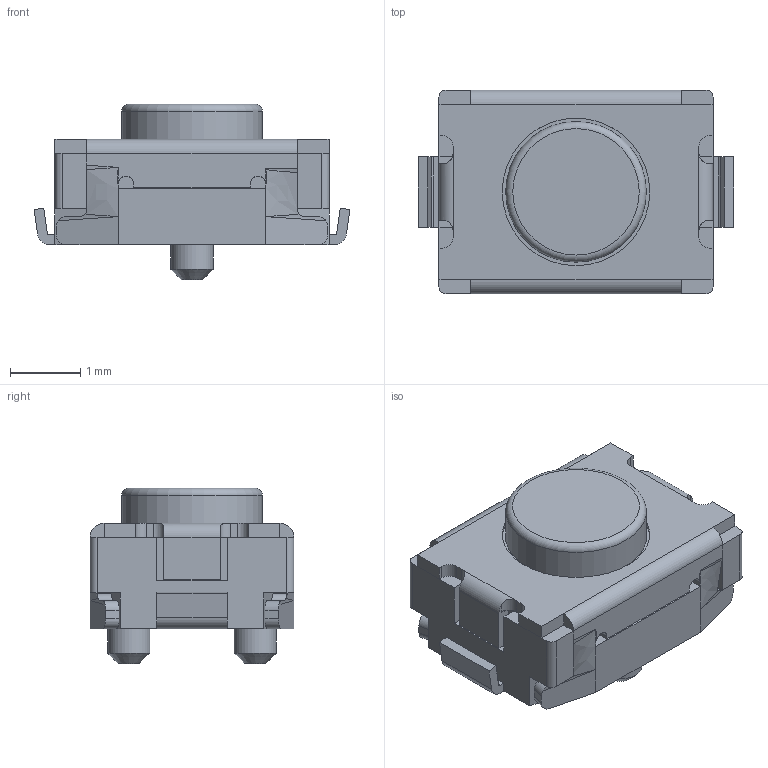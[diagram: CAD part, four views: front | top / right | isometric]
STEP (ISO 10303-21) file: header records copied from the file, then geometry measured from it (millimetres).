
FILE_DESCRIPTION(/* description */ (''),/* implementation_level */ '2;1');
FILE_NAME(/* name */ 'TL1015BFxxxQG.stp',/* time_stamp */ '2023-04-26T08:10:40-05:00',/* author */ ('mwilliams'),/* organization */ (''),/* preprocessor_version */ 'ST-DEVELOPER v18',/* originating_system */ 'Autodesk Inventor 2020',/* authorisation */ '');
FILE_SCHEMA (('AUTOMOTIVE_DESIGN { 1 0 10303 214 3 1 1 }'));
Length unit declared in the file: inch
Products named in the file (1): 100124107_Shrinkwrap_1
Bounding box: 4.5 x 2.9 x 2.5 mm (x, y, z)
Volume: 18.3 mm3; surface area: 55.7 mm2
Topology: 1 solids, 1 shells, 201 faces, 555 edges, 345 vertices
Faces by surface type: plane 132, cylinder 40, bspline 26, cone 2, torus 1
Full cylindrical faces by diameter (mm): 0.6 x2, 2 x1, 2.1 x1
Entity records: 7055 total; most frequent: CARTESIAN_POINT 2087, ORIENTED_EDGE 1096, DIRECTION 920, EDGE_CURVE 548, LINE 384, VECTOR 384, VERTEX_POINT 345, AXIS2_PLACEMENT_3D 268
